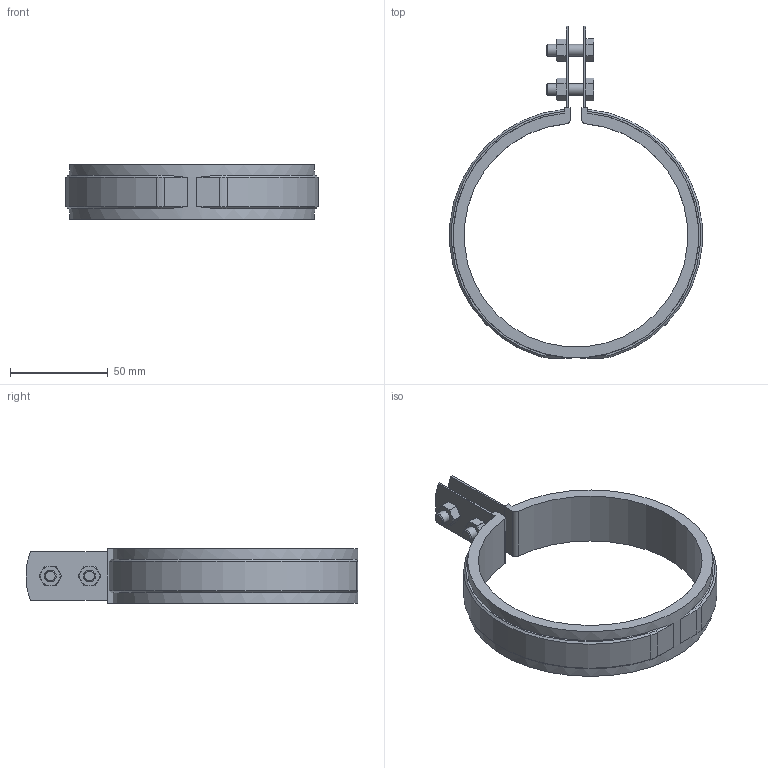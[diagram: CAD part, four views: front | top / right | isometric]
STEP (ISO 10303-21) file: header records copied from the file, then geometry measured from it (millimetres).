
FILE_DESCRIPTION( ( 'STEP AP203' ), '1' );
FILE_NAME( '100SU.step', '2022-07-15T07:14:46', ( ' ' ), ( ' ' ), 'XStep 1.0', ' ', ' ' );
FILE_SCHEMA( ( 'CONFIG_CONTROL_DESIGN' ) );
Length unit declared in the file: millimetre
Products named in the file (6): 1; 2; 3; 4; 5; 6
Bounding box: 128.92 x 169.5 x 28 mm (x, y, z)
Volume: 70210.3 mm3; surface area: 72755.6 mm2
Topology: 6 solids, 6 shells, 188 faces, 502 edges, 328 vertices
Faces by surface type: plane 82, cylinder 58, cone 26, bspline 12, offset 6, extrusion 4
Full cylindrical faces by diameter (mm): 4.917 x2, 6 x2, 7 x4
Entity records: 8654 total; most frequent: CARTESIAN_POINT 3912, ORIENTED_EDGE 964, DIRECTION 856, EDGE_CURVE 482, VERTEX_POINT 322, AXIS2_PLACEMENT_3D 318, EDGE_LOOP 222, VECTOR 220
